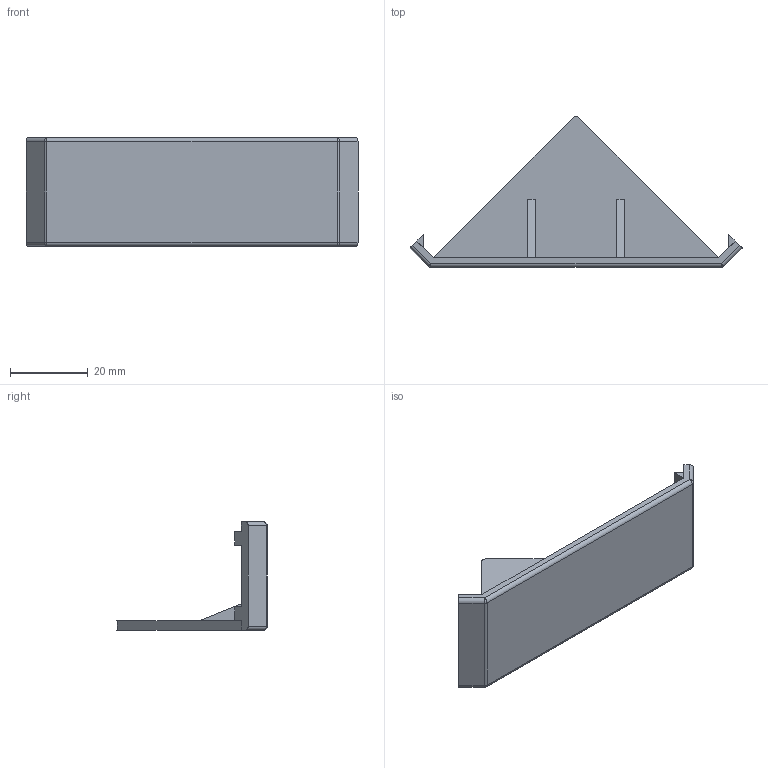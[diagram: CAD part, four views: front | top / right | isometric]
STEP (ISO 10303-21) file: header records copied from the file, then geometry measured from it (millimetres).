
FILE_DESCRIPTION (( 'STEP AP214' ), '1' );
FILE_NAME ('Çàãëóøêà óãëîâîãî ñîåäèíèòåëÿ 30x60.STEP', '2026-03-04T11:26:18', ( '' ), ( '' ), 'SwSTEP 2.0', 'SolidWorks 2021', '' );
FILE_SCHEMA (( 'AUTOMOTIVE_DESIGN' ));
Length unit declared in the file: millimetre
Products named in the file (1): Çàãëóøêà óãëîâîãî ñîåäèíèòåëÿ 30x60
Bounding box: 85.56 x 38.85 x 28 mm (x, y, z)
Volume: 9693 mm3; surface area: 8413.5 mm2
Topology: 1 solids, 1 shells, 44 faces, 115 edges, 70 vertices
Faces by surface type: plane 31, cylinder 9, sphere 4
Entity records: 1336 total; most frequent: CARTESIAN_POINT 227, ORIENTED_EDGE 224, DIRECTION 220, EDGE_CURVE 112, LINE 94, VECTOR 94, VERTEX_POINT 70, AXIS2_PLACEMENT_3D 63
